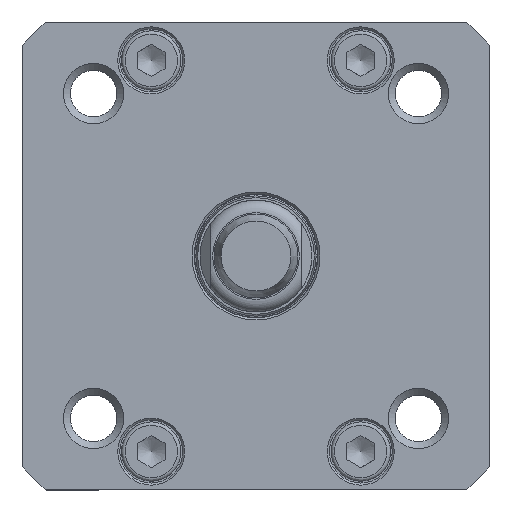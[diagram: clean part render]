
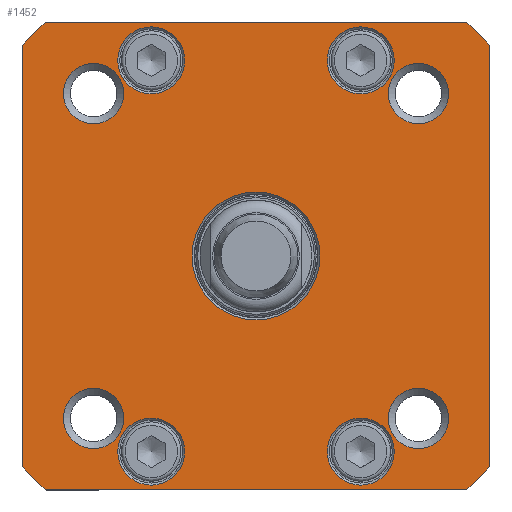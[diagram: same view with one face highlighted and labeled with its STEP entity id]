
A CAD part, front view. The second image highlights one B-rep face of the part: STEP entity #1452.
In plain terms, the highlighted planar face has unit normal (0, -1, 0).
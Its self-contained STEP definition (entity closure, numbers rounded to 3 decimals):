
#1278=CARTESIAN_POINT('',(0.,-87.375,0.));
#1279=DIRECTION('',(0.0,-1.0,0.0));
#1280=DIRECTION('',(0.0,0.0,-1.0));
#1281=AXIS2_PLACEMENT_3D('',#1278,#1279,#1280);
#1282=PLANE('',#1281);
#1283=CARTESIAN_POINT('',(-30.046,-87.375,-33.5));
#1284=VERTEX_POINT('',#1283);
#1285=CARTESIAN_POINT('',(-33.5,-87.375,-30.046));
#1286=VERTEX_POINT('',#1285);
#1287=CARTESIAN_POINT('',(0.0,-87.375,0.0));
#1288=DIRECTION('',(0.0,1.0,0.0));
#1289=DIRECTION('',(-0.744,0.0,-0.668));
#1290=AXIS2_PLACEMENT_3D('',#1287,#1288,#1289);
#1291=CIRCLE('',#1290,45.);
#1292=EDGE_CURVE('',#1284,#1286,#1291,.T.);
#1293=ORIENTED_EDGE('',*,*,#1292,.F.);
#1294=CARTESIAN_POINT('',(30.046,-87.375,-33.5));
#1295=VERTEX_POINT('',#1294);
#1296=CARTESIAN_POINT('',(30.046,-87.375,-33.5));
#1297=DIRECTION('',(-1.0,0.0,0.0));
#1298=VECTOR('',#1297,60.092);
#1299=LINE('',#1296,#1298);
#1300=EDGE_CURVE('',#1295,#1284,#1299,.T.);
#1301=ORIENTED_EDGE('',*,*,#1300,.F.);
#1302=CARTESIAN_POINT('',(33.5,-87.375,-30.046));
#1303=VERTEX_POINT('',#1302);
#1304=CARTESIAN_POINT('',(0.0,-87.375,0.0));
#1305=DIRECTION('',(0.0,1.0,0.0));
#1306=DIRECTION('',(0.668,0.0,-0.744));
#1307=AXIS2_PLACEMENT_3D('',#1304,#1305,#1306);
#1308=CIRCLE('',#1307,45.);
#1309=EDGE_CURVE('',#1303,#1295,#1308,.T.);
#1310=ORIENTED_EDGE('',*,*,#1309,.F.);
#1311=CARTESIAN_POINT('',(33.5,-87.375,30.046));
#1312=VERTEX_POINT('',#1311);
#1313=CARTESIAN_POINT('',(33.5,-87.375,30.046));
#1314=DIRECTION('',(0.0,0.0,-1.0));
#1315=VECTOR('',#1314,60.092);
#1316=LINE('',#1313,#1315);
#1317=EDGE_CURVE('',#1312,#1303,#1316,.T.);
#1318=ORIENTED_EDGE('',*,*,#1317,.F.);
#1319=CARTESIAN_POINT('',(30.046,-87.375,33.5));
#1320=VERTEX_POINT('',#1319);
#1321=CARTESIAN_POINT('',(0.0,-87.375,0.0));
#1322=DIRECTION('',(0.0,1.0,0.0));
#1323=DIRECTION('',(0.744,0.0,0.668));
#1324=AXIS2_PLACEMENT_3D('',#1321,#1322,#1323);
#1325=CIRCLE('',#1324,45.);
#1326=EDGE_CURVE('',#1320,#1312,#1325,.T.);
#1327=ORIENTED_EDGE('',*,*,#1326,.F.);
#1328=CARTESIAN_POINT('',(-30.046,-87.375,33.5));
#1329=VERTEX_POINT('',#1328);
#1330=CARTESIAN_POINT('',(-30.046,-87.375,33.5));
#1331=DIRECTION('',(1.0,0.0,0.0));
#1332=VECTOR('',#1331,60.092);
#1333=LINE('',#1330,#1332);
#1334=EDGE_CURVE('',#1329,#1320,#1333,.T.);
#1335=ORIENTED_EDGE('',*,*,#1334,.F.);
#1336=CARTESIAN_POINT('',(-33.5,-87.375,30.046));
#1337=VERTEX_POINT('',#1336);
#1338=CARTESIAN_POINT('',(0.0,-87.375,0.0));
#1339=DIRECTION('',(0.0,1.0,0.0));
#1340=DIRECTION('',(-0.668,0.0,0.744));
#1341=AXIS2_PLACEMENT_3D('',#1338,#1339,#1340);
#1342=CIRCLE('',#1341,45.);
#1343=EDGE_CURVE('',#1337,#1329,#1342,.T.);
#1344=ORIENTED_EDGE('',*,*,#1343,.F.);
#1345=CARTESIAN_POINT('',(-33.5,-87.375,-30.046));
#1346=DIRECTION('',(0.0,0.0,1.0));
#1347=VECTOR('',#1346,60.092);
#1348=LINE('',#1345,#1347);
#1349=EDGE_CURVE('',#1286,#1337,#1348,.T.);
#1350=ORIENTED_EDGE('',*,*,#1349,.F.);
#1351=EDGE_LOOP('',(#1293,#1301,#1310,#1318,#1327,#1335,#1344,#1350));
#1352=FACE_OUTER_BOUND('',#1351,.T.);
#1353=CARTESIAN_POINT('',(27.574,-87.375,-23.25));
#1354=VERTEX_POINT('',#1353);
#1355=CARTESIAN_POINT('',(23.25,-87.375,-23.25));
#1356=DIRECTION('',(0.0,-1.0,0.0));
#1357=DIRECTION('',(-1.0,0.0,0.0));
#1358=AXIS2_PLACEMENT_3D('',#1355,#1356,#1357);
#1359=CIRCLE('',#1358,4.324);
#1360=EDGE_CURVE('',#1354,#1354,#1359,.T.);
#1361=ORIENTED_EDGE('',*,*,#1360,.F.);
#1362=EDGE_LOOP('',(#1361));
#1363=FACE_BOUND('',#1362,.T.);
#1364=CARTESIAN_POINT('',(-18.927,-87.375,23.25));
#1365=VERTEX_POINT('',#1364);
#1366=CARTESIAN_POINT('',(-23.25,-87.375,23.25));
#1367=DIRECTION('',(0.0,-1.0,0.0));
#1368=DIRECTION('',(-1.0,0.0,0.0));
#1369=AXIS2_PLACEMENT_3D('',#1366,#1367,#1368);
#1370=CIRCLE('',#1369,4.324);
#1371=EDGE_CURVE('',#1365,#1365,#1370,.T.);
#1372=ORIENTED_EDGE('',*,*,#1371,.F.);
#1373=EDGE_LOOP('',(#1372));
#1374=FACE_BOUND('',#1373,.T.);
#1375=CARTESIAN_POINT('',(-10.2,-87.375,28.));
#1376=VERTEX_POINT('',#1375);
#1377=CARTESIAN_POINT('',(-15.,-87.375,28.));
#1378=DIRECTION('',(0.0,-1.0,0.0));
#1379=DIRECTION('',(-1.0,0.0,0.0));
#1380=AXIS2_PLACEMENT_3D('',#1377,#1378,#1379);
#1381=CIRCLE('',#1380,4.8);
#1382=EDGE_CURVE('',#1376,#1376,#1381,.T.);
#1383=ORIENTED_EDGE('',*,*,#1382,.F.);
#1384=EDGE_LOOP('',(#1383));
#1385=FACE_BOUND('',#1384,.T.);
#1386=CARTESIAN_POINT('',(-10.2,-87.375,-28.));
#1387=VERTEX_POINT('',#1386);
#1388=CARTESIAN_POINT('',(-15.,-87.375,-28.));
#1389=DIRECTION('',(0.0,-1.0,0.0));
#1390=DIRECTION('',(-1.0,0.0,0.0));
#1391=AXIS2_PLACEMENT_3D('',#1388,#1389,#1390);
#1392=CIRCLE('',#1391,4.8);
#1393=EDGE_CURVE('',#1387,#1387,#1392,.T.);
#1394=ORIENTED_EDGE('',*,*,#1393,.F.);
#1395=EDGE_LOOP('',(#1394));
#1396=FACE_BOUND('',#1395,.T.);
#1397=CARTESIAN_POINT('',(-9.15,-87.375,0.));
#1398=VERTEX_POINT('',#1397);
#1399=CARTESIAN_POINT('',(0.0,-87.375,0.0));
#1400=DIRECTION('',(0.0,-1.0,0.0));
#1401=DIRECTION('',(1.0,0.0,0.0));
#1402=AXIS2_PLACEMENT_3D('',#1399,#1400,#1401);
#1403=CIRCLE('',#1402,9.15);
#1404=EDGE_CURVE('',#1398,#1398,#1403,.T.);
#1405=ORIENTED_EDGE('',*,*,#1404,.F.);
#1406=EDGE_LOOP('',(#1405));
#1407=FACE_BOUND('',#1406,.T.);
#1408=CARTESIAN_POINT('',(19.8,-87.375,-28.));
#1409=VERTEX_POINT('',#1408);
#1410=CARTESIAN_POINT('',(15.,-87.375,-28.));
#1411=DIRECTION('',(0.0,-1.0,0.0));
#1412=DIRECTION('',(-1.0,0.0,0.0));
#1413=AXIS2_PLACEMENT_3D('',#1410,#1411,#1412);
#1414=CIRCLE('',#1413,4.8);
#1415=EDGE_CURVE('',#1409,#1409,#1414,.T.);
#1416=ORIENTED_EDGE('',*,*,#1415,.F.);
#1417=EDGE_LOOP('',(#1416));
#1418=FACE_BOUND('',#1417,.T.);
#1419=CARTESIAN_POINT('',(19.8,-87.375,28.));
#1420=VERTEX_POINT('',#1419);
#1421=CARTESIAN_POINT('',(15.,-87.375,28.));
#1422=DIRECTION('',(0.0,-1.0,0.0));
#1423=DIRECTION('',(-1.0,0.0,0.0));
#1424=AXIS2_PLACEMENT_3D('',#1421,#1422,#1423);
#1425=CIRCLE('',#1424,4.8);
#1426=EDGE_CURVE('',#1420,#1420,#1425,.T.);
#1427=ORIENTED_EDGE('',*,*,#1426,.F.);
#1428=EDGE_LOOP('',(#1427));
#1429=FACE_BOUND('',#1428,.T.);
#1430=CARTESIAN_POINT('',(27.574,-87.375,23.25));
#1431=VERTEX_POINT('',#1430);
#1432=CARTESIAN_POINT('',(23.25,-87.375,23.25));
#1433=DIRECTION('',(0.0,-1.0,0.0));
#1434=DIRECTION('',(-1.0,0.0,0.0));
#1435=AXIS2_PLACEMENT_3D('',#1432,#1433,#1434);
#1436=CIRCLE('',#1435,4.324);
#1437=EDGE_CURVE('',#1431,#1431,#1436,.T.);
#1438=ORIENTED_EDGE('',*,*,#1437,.F.);
#1439=EDGE_LOOP('',(#1438));
#1440=FACE_BOUND('',#1439,.T.);
#1441=CARTESIAN_POINT('',(-18.927,-87.375,-23.25));
#1442=VERTEX_POINT('',#1441);
#1443=CARTESIAN_POINT('',(-23.25,-87.375,-23.25));
#1444=DIRECTION('',(0.0,-1.0,0.0));
#1445=DIRECTION('',(-1.0,0.0,0.0));
#1446=AXIS2_PLACEMENT_3D('',#1443,#1444,#1445);
#1447=CIRCLE('',#1446,4.324);
#1448=EDGE_CURVE('',#1442,#1442,#1447,.T.);
#1449=ORIENTED_EDGE('',*,*,#1448,.F.);
#1450=EDGE_LOOP('',(#1449));
#1451=FACE_BOUND('',#1450,.T.);
#1452=ADVANCED_FACE('',(#1352,#1363,#1374,#1385,#1396,#1407,#1418,#1429,#1440,#1451),#1282,.T.);
